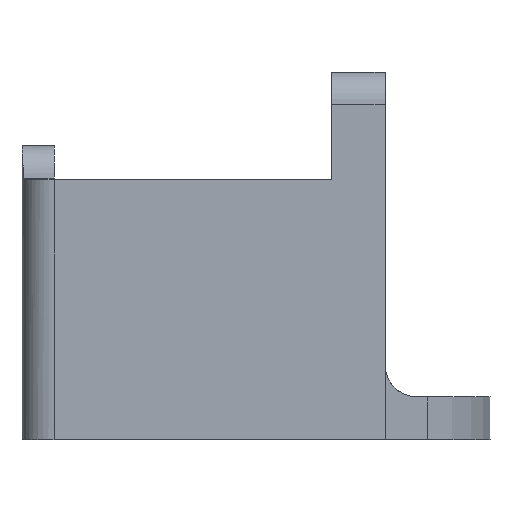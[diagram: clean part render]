
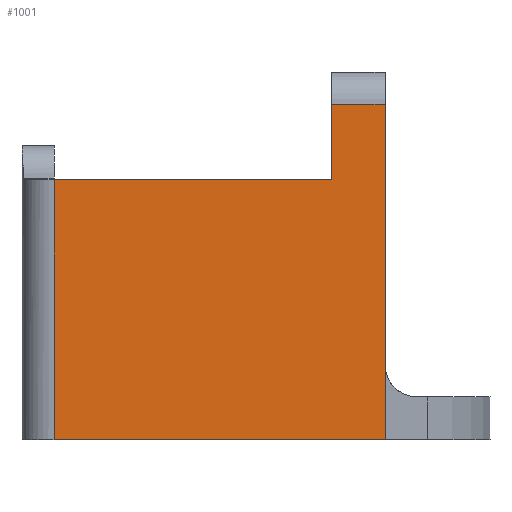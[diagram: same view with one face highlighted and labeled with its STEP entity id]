
A CAD part, left-side view. The second image highlights one B-rep face of the part: STEP entity #1001.
In plain terms, the highlighted planar face has unit normal (-1, 0, 0).
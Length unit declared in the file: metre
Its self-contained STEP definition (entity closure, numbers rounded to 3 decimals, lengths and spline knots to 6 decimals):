
#79=LINE('',#1533,#162);
#100=LINE('',#1614,#183);
#115=LINE('',#1676,#198);
#117=LINE('',#1690,#200);
#118=LINE('',#1692,#201);
#119=LINE('',#1693,#202);
#162=VECTOR('',#1216,1.);
#183=VECTOR('',#1295,1.);
#198=VECTOR('',#1354,1.);
#200=VECTOR('',#1372,1.);
#201=VECTOR('',#1373,1.);
#202=VECTOR('',#1374,1.);
#390=ORIENTED_EDGE('',*,*,#605,.F.);
#391=ORIENTED_EDGE('',*,*,#606,.T.);
#392=ORIENTED_EDGE('',*,*,#598,.F.);
#393=ORIENTED_EDGE('',*,*,#571,.F.);
#394=ORIENTED_EDGE('',*,*,#607,.T.);
#395=ORIENTED_EDGE('',*,*,#534,.T.);
#534=EDGE_CURVE('',#667,#666,#79,.T.);
#571=EDGE_CURVE('',#697,#698,#100,.T.);
#598=EDGE_CURVE('',#698,#715,#115,.T.);
#605=EDGE_CURVE('',#719,#666,#117,.T.);
#606=EDGE_CURVE('',#719,#715,#118,.T.);
#607=EDGE_CURVE('',#697,#667,#119,.F.);
#666=VERTEX_POINT('',#1532);
#667=VERTEX_POINT('',#1534);
#697=VERTEX_POINT('',#1613);
#698=VERTEX_POINT('',#1615);
#715=VERTEX_POINT('',#1677);
#719=VERTEX_POINT('',#1691);
#836=EDGE_LOOP('',(#390,#391,#392,#393,#394,#395));
#923=FACE_BOUND('',#836,.T.);
#960=PLANE('',#1113);
#1001=ADVANCED_FACE('',(#923),#960,.T.);
#1113=AXIS2_PLACEMENT_3D('',#1689,#1370,#1371);
#1216=DIRECTION('',(0.,0.,-1.));
#1295=DIRECTION('',(0.,0.,-1.));
#1354=DIRECTION('',(0.,1.,0.));
#1370=DIRECTION('',(-1.,0.,0.));
#1371=DIRECTION('',(0.,-1.,0.));
#1372=DIRECTION('',(0.,-1.,0.));
#1373=DIRECTION('',(0.,0.,-1.));
#1374=DIRECTION('',(0.,-1.,0.));
#1532=CARTESIAN_POINT('',(-0.031,-0.0095,0.022337));
#1533=CARTESIAN_POINT('',(-0.031,-0.0095,0.0245));
#1534=CARTESIAN_POINT('',(-0.031,-0.0095,0.029393));
#1613=CARTESIAN_POINT('',(-0.031,-0.0145,0.029393));
#1614=CARTESIAN_POINT('',(-0.031,-0.0145,0.00975));
#1615=CARTESIAN_POINT('',(-0.031,-0.0145,-0.002));
#1676=CARTESIAN_POINT('',(-0.031,0.,-0.002));
#1677=CARTESIAN_POINT('',(-0.031,0.0165,-0.002));
#1689=CARTESIAN_POINT('',(-0.031,0.0005,0.01025));
#1690=CARTESIAN_POINT('',(-0.031,0.0195,0.022337));
#1691=CARTESIAN_POINT('',(-0.031,0.0165,0.022337));
#1692=CARTESIAN_POINT('',(-0.031,0.0165,0.01025));
#1693=CARTESIAN_POINT('',(-0.031,-0.0095,0.029393));
